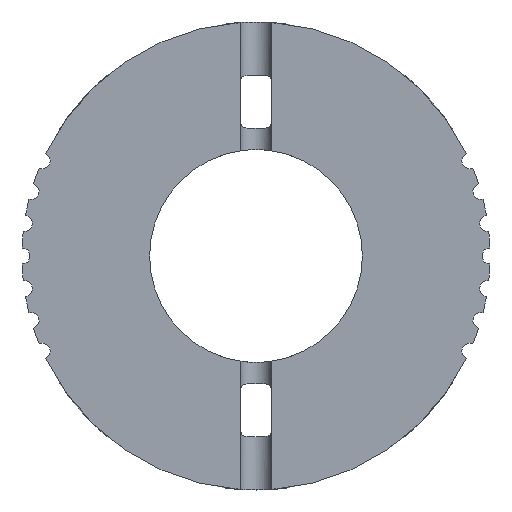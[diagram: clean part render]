
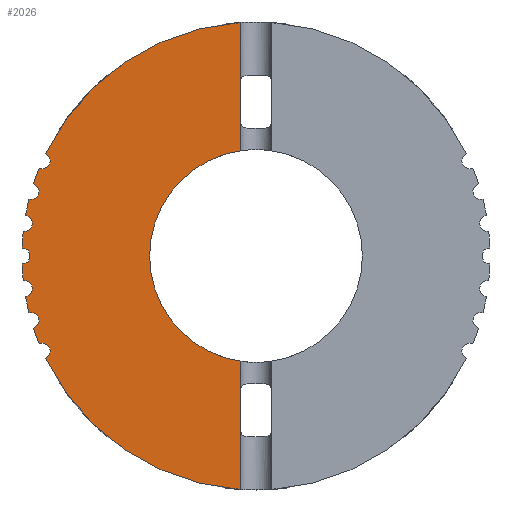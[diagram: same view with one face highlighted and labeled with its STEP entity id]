
A CAD part, front view. The second image highlights one B-rep face of the part: STEP entity #2026.
In plain terms, the highlighted planar face has unit normal (0, -1, 0).
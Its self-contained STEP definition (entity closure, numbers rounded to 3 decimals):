
#1=CARTESIAN_POINT('',(0.,-12.5,0.));
#2=DIRECTION('',(0.,1.,0.));
#3=DIRECTION('',(-0.927,0.,-0.375));
#4=AXIS2_PLACEMENT_3D('',#1,#2,#3);
#6=CARTESIAN_POINT('',(0.,-12.5,0.));
#7=DIRECTION('',(0.,1.,0.));
#8=DIRECTION('',(-0.97,0.,-0.243));
#9=AXIS2_PLACEMENT_3D('',#6,#7,#8);
#11=CARTESIAN_POINT('',(0.,-12.5,0.));
#12=DIRECTION('',(0.,1.,0.));
#13=DIRECTION('',(-0.994,0.,-0.105));
#14=AXIS2_PLACEMENT_3D('',#11,#12,#13);
#16=CARTESIAN_POINT('',(0.,-12.5,0.));
#17=DIRECTION('',(0.,1.,0.));
#18=DIRECTION('',(-0.999,0.,0.034));
#19=AXIS2_PLACEMENT_3D('',#16,#17,#18);
#21=CARTESIAN_POINT('',(0.,-12.5,0.));
#22=DIRECTION('',(0.,1.,0.));
#23=DIRECTION('',(-0.985,0.,0.173));
#24=AXIS2_PLACEMENT_3D('',#21,#22,#23);
#26=CARTESIAN_POINT('',(0.,-12.5,0.));
#27=DIRECTION('',(0.,1.,0.));
#28=DIRECTION('',(-0.951,0.,0.308));
#29=AXIS2_PLACEMENT_3D('',#26,#27,#28);
#31=CARTESIAN_POINT('',(0.,-12.5,0.));
#32=DIRECTION('',(0.,1.,0.));
#33=DIRECTION('',(-0.899,0.,0.438));
#34=AXIS2_PLACEMENT_3D('',#31,#32,#33);
#36=DIRECTION('',(0.,0.,-1.));
#37=VECTOR('',#36,12.062);
#38=CARTESIAN_POINT('',(-1.5,-12.5,21.949));
#39=LINE('',#38,#37);
#40=CARTESIAN_POINT('',(0.,-12.5,0.));
#41=DIRECTION('',(0.,-1.,0.));
#42=DIRECTION('',(-0.15,0.,0.989));
#43=AXIS2_PLACEMENT_3D('',#40,#41,#42);
#45=CARTESIAN_POINT('',(0.,-12.5,0.));
#46=DIRECTION('',(0.,-1.,0.));
#47=DIRECTION('',(-1.,0.,0.));
#48=AXIS2_PLACEMENT_3D('',#45,#46,#47);
#50=DIRECTION('',(0.,0.,1.));
#51=VECTOR('',#50,12.062);
#52=CARTESIAN_POINT('',(-1.5,-12.5,-21.949));
#53=LINE('',#52,#51);
#54=CARTESIAN_POINT('',(0.,-12.5,0.));
#55=DIRECTION('',(0.,1.,0.));
#56=DIRECTION('',(-0.068,0.,-0.998));
#57=AXIS2_PLACEMENT_3D('',#54,#55,#56);
#122=CARTESIAN_POINT('',(-20.098,-12.5,-8.948));
#123=DIRECTION('',(0.,1.,0.));
#124=DIRECTION('',(-0.391,0.,0.92));
#125=AXIS2_PLACEMENT_3D('',#122,#123,#124);
#1556=CARTESIAN_POINT('',(-22.,-12.5,0.));
#1557=DIRECTION('',(0.,1.,0.));
#1558=DIRECTION('',(0.017,0.,1.));
#1559=AXIS2_PLACEMENT_3D('',#1556,#1557,#1558);
#1566=CARTESIAN_POINT('',(-21.786,-12.5,3.062));
#1567=DIRECTION('',(0.,1.,0.));
#1568=DIRECTION('',(0.156,0.,0.988));
#1569=AXIS2_PLACEMENT_3D('',#1566,#1567,#1568);
#1576=CARTESIAN_POINT('',(-21.148,-12.5,6.064));
#1577=DIRECTION('',(0.,1.,0.));
#1578=DIRECTION('',(0.292,0.,0.956));
#1579=AXIS2_PLACEMENT_3D('',#1576,#1577,#1578);
#1586=CARTESIAN_POINT('',(-20.098,-12.5,8.948));
#1587=DIRECTION('',(0.,1.,0.));
#1588=DIRECTION('',(0.422,0.,0.906));
#1589=AXIS2_PLACEMENT_3D('',#1586,#1587,#1588);
#1666=CARTESIAN_POINT('',(-21.786,-12.5,-3.062));
#1667=DIRECTION('',(0.,1.,0.));
#1668=DIRECTION('',(-0.122,0.,0.992));
#1669=AXIS2_PLACEMENT_3D('',#1666,#1667,#1668);
#1676=CARTESIAN_POINT('',(-21.148,-12.5,-6.064));
#1677=DIRECTION('',(0.,1.,0.));
#1678=DIRECTION('',(-0.259,0.,0.966));
#1679=AXIS2_PLACEMENT_3D('',#1676,#1677,#1678);
#1685=CARTESIAN_POINT('',(-10.,-12.5,0.));
#1687=VERTEX_POINT('',#1685);
#1777=CARTESIAN_POINT('',(-1.5,-12.5,21.949));
#1778=CARTESIAN_POINT('',(-1.5,-12.5,9.887));
#1779=VERTEX_POINT('',#1777);
#1780=VERTEX_POINT('',#1778);
#1823=CARTESIAN_POINT('',(-1.5,-12.5,-21.949));
#1824=CARTESIAN_POINT('',(-1.5,-12.5,-9.887));
#1825=VERTEX_POINT('',#1823);
#1826=VERTEX_POINT('',#1824);
#1869=CARTESIAN_POINT('',(-21.987,-12.5,-0.75));
#1871=VERTEX_POINT('',#1869);
#1873=CARTESIAN_POINT('',(-21.987,-12.5,0.75));
#1875=VERTEX_POINT('',#1873);
#1877=CARTESIAN_POINT('',(-21.878,-12.5,2.317));
#1878=VERTEX_POINT('',#1877);
#1883=CARTESIAN_POINT('',(-21.669,-12.5,3.803));
#1884=VERTEX_POINT('',#1883);
#1885=CARTESIAN_POINT('',(-21.342,-12.5,5.34));
#1886=VERTEX_POINT('',#1885);
#1891=CARTESIAN_POINT('',(-20.929,-12.5,6.781));
#1892=VERTEX_POINT('',#1891);
#1893=CARTESIAN_POINT('',(-20.391,-12.5,8.258));
#1894=VERTEX_POINT('',#1893);
#1895=CARTESIAN_POINT('',(-19.781,-12.5,9.628));
#1896=VERTEX_POINT('',#1895);
#1901=CARTESIAN_POINT('',(-21.669,-12.5,-3.803));
#1903=VERTEX_POINT('',#1901);
#1905=CARTESIAN_POINT('',(-21.878,-12.5,-2.317));
#1907=VERTEX_POINT('',#1905);
#1909=CARTESIAN_POINT('',(-20.929,-12.5,-6.781));
#1911=VERTEX_POINT('',#1909);
#1913=CARTESIAN_POINT('',(-21.342,-12.5,-5.34));
#1915=VERTEX_POINT('',#1913);
#1917=CARTESIAN_POINT('',(-19.781,-12.5,-9.628));
#1919=VERTEX_POINT('',#1917);
#1921=CARTESIAN_POINT('',(-20.391,-12.5,-8.258));
#1923=VERTEX_POINT('',#1921);
#1981=CARTESIAN_POINT('',(0.,-12.5,0.));
#1982=DIRECTION('',(0.,1.,0.));
#1983=DIRECTION('',(1.,0.,0.));
#1984=AXIS2_PLACEMENT_3D('',#1981,#1982,#1983);
#1985=PLANE('',#1984);
#1987=ORIENTED_EDGE('',*,*,#1986,.F.);
#1989=ORIENTED_EDGE('',*,*,#1988,.T.);
#1991=ORIENTED_EDGE('',*,*,#1990,.F.);
#1993=ORIENTED_EDGE('',*,*,#1992,.T.);
#1995=ORIENTED_EDGE('',*,*,#1994,.F.);
#1997=ORIENTED_EDGE('',*,*,#1996,.T.);
#1999=ORIENTED_EDGE('',*,*,#1998,.F.);
#2001=ORIENTED_EDGE('',*,*,#2000,.T.);
#2003=ORIENTED_EDGE('',*,*,#2002,.F.);
#2005=ORIENTED_EDGE('',*,*,#2004,.T.);
#2007=ORIENTED_EDGE('',*,*,#2006,.F.);
#2009=ORIENTED_EDGE('',*,*,#2008,.T.);
#2011=ORIENTED_EDGE('',*,*,#2010,.F.);
#2013=ORIENTED_EDGE('',*,*,#2012,.T.);
#2015=ORIENTED_EDGE('',*,*,#2014,.T.);
#2017=ORIENTED_EDGE('',*,*,#2016,.T.);
#2019=ORIENTED_EDGE('',*,*,#2018,.T.);
#2021=ORIENTED_EDGE('',*,*,#2020,.F.);
#2023=ORIENTED_EDGE('',*,*,#2022,.T.);
#2024=EDGE_LOOP('',(#1987,#1989,#1991,#1993,#1995,#1997,#1999,#2001,#2003,#2005,
#2007,#2009,#2011,#2013,#2015,#2017,#2019,#2021,#2023));
#2025=FACE_OUTER_BOUND('',#2024,.F.);
#2026=ADVANCED_FACE('',(#2025),#1985,.F.);
#5=CIRCLE('',#4,22.);
#10=CIRCLE('',#9,22.);
#15=CIRCLE('',#14,22.);
#20=CIRCLE('',#19,22.);
#25=CIRCLE('',#24,22.);
#30=CIRCLE('',#29,22.);
#35=CIRCLE('',#34,22.);
#44=CIRCLE('',#43,10.);
#49=CIRCLE('',#48,10.);
#58=CIRCLE('',#57,22.);
#126=CIRCLE('',#125,0.75);
#1560=CIRCLE('',#1559,0.75);
#1570=CIRCLE('',#1569,0.75);
#1580=CIRCLE('',#1579,0.75);
#1590=CIRCLE('',#1589,0.75);
#1670=CIRCLE('',#1669,0.75);
#1680=CIRCLE('',#1679,0.75);
#1986=EDGE_CURVE('',#1923,#1919,#126,.T.);
#1988=EDGE_CURVE('',#1923,#1911,#5,.T.);
#1990=EDGE_CURVE('',#1915,#1911,#1680,.T.);
#1992=EDGE_CURVE('',#1915,#1903,#10,.T.);
#1994=EDGE_CURVE('',#1907,#1903,#1670,.T.);
#1996=EDGE_CURVE('',#1907,#1871,#15,.T.);
#1998=EDGE_CURVE('',#1875,#1871,#1560,.T.);
#2000=EDGE_CURVE('',#1875,#1878,#20,.T.);
#2002=EDGE_CURVE('',#1884,#1878,#1570,.T.);
#2004=EDGE_CURVE('',#1884,#1886,#25,.T.);
#2006=EDGE_CURVE('',#1892,#1886,#1580,.T.);
#2008=EDGE_CURVE('',#1892,#1894,#30,.T.);
#2010=EDGE_CURVE('',#1896,#1894,#1590,.T.);
#2012=EDGE_CURVE('',#1896,#1779,#35,.T.);
#2014=EDGE_CURVE('',#1779,#1780,#39,.T.);
#2016=EDGE_CURVE('',#1780,#1687,#44,.T.);
#2018=EDGE_CURVE('',#1687,#1826,#49,.T.);
#2020=EDGE_CURVE('',#1825,#1826,#53,.T.);
#2022=EDGE_CURVE('',#1825,#1919,#58,.T.);
